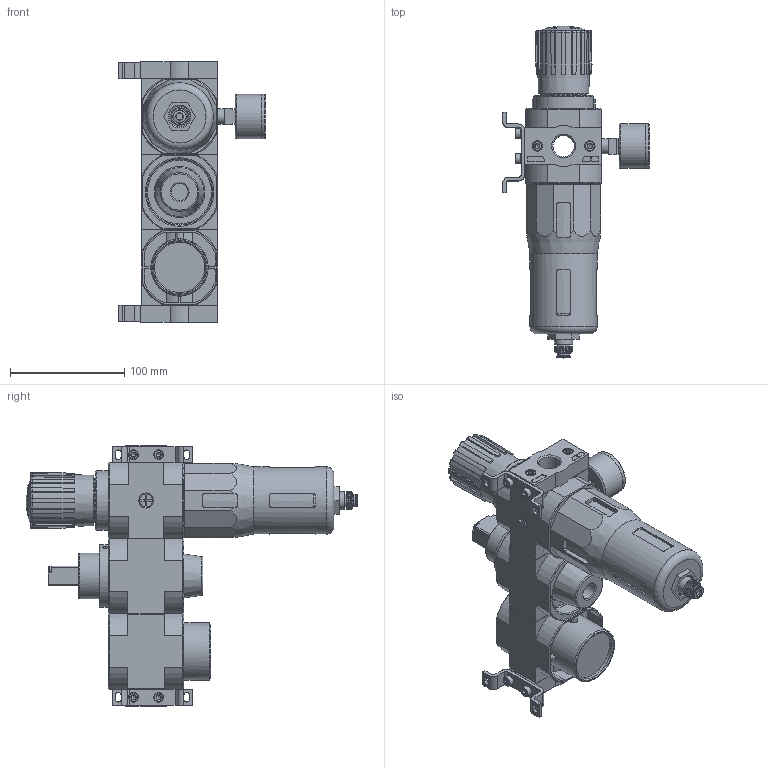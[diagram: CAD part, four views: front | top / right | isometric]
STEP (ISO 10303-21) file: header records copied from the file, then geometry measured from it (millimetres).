
FILE_DESCRIPTION(/* description */ ('STEP AP214'),/* implementation_level */ '2;1');
FILE_NAME(/* name */ '192457_LFR-1_2-D-DI-MAXI-KD-A',/* time_stamp */ '2024-09-03T17:55:31+02:00',/* author */ ('License CC BY-ND 4.0'),/* organization */ ('CADENAS'),/* preprocessor_version */ 'ST-DEVELOPER v19.3',/* originating_system */ 'PARTsolutions',/* authorisation */ ' ');
FILE_SCHEMA (('AUTOMOTIVE_DESIGN {1 0 10303 214 3 1 1}'));
Length unit declared in the file: millimetre
Products named in the file (14): 192457 LFR-1/2-D-DI-MAXI-KD-A; 680243 PBL-1/2-D-MAXI-L---(1) p1; DIN-912 - M5x20(F); 159593 HFOE-D-MIDI/MAXI-P1; DIN-912 - M5x10(F); 680244 PBL-1/2-D-MAXI-R---(0) p1; 395844 LFR-D-DI-MAXI-A--(0); 8003639 PAGN-40-16-G14; 125696 LR/LFR-D-MAXI; 526489 MS4-LFR-V; 746238 HEE-D-MAXI-24; 364665 MSEB-3-24V-D; 234370 FRB-D-MAXI; 360728 HEL-MAXI
Assembly tree (23 placements, depth 2):
  192457 LFR-1/2-D-DI-MAXI-KD-A
    680243 PBL-1/2-D-MAXI-L---(1) p1
    DIN-912 - M5x20(F)  x4
    159593 HFOE-D-MIDI/MAXI-P1  x2
    DIN-912 - M5x10(F)  x4
    680244 PBL-1/2-D-MAXI-R---(0) p1
    395844 LFR-D-DI-MAXI-A--(0)
    8003639 PAGN-40-16-G14
    125696 LR/LFR-D-MAXI
    526489 MS4-LFR-V
    746238 HEE-D-MAXI-24
    364665 MSEB-3-24V-D
    234370 FRB-D-MAXI  x4
    360728 HEL-MAXI
Bounding box: 127.95 x 290.22 x 228 mm (x, y, z)
Volume: 1383562.2 mm3; surface area: 206443 mm2
Topology: 23 solids, 24 shells, 1519 faces, 3635 edges, 2275 vertices
Faces by surface type: plane 804, cylinder 359, cone 252, torus 93, sphere 11
Full cylindrical faces by diameter (mm): 2 x1, 2.013 x1, 2.5 x1, 3.7 x4, 3.8 x2, 4 x2, 4.134 x12, 4.2 x1, 5 x13, 5.3 x4, 5.4 x1, 5.5 x2, 5.6 x2, 6 x4, 7 x5, 8 x4, 8.4 x4, 8.5 x8, 8.7 x1, 9 x1, 9.5 x1, 11 x2, 11.4 x1, 11.445 x2, 11.6 x1, 11.8 x1, 13.157 x2, 14.95 x1, 15.8 x1, 18 x1
Entity records: 44274 total; most frequent: CARTESIAN_POINT 7456, DIRECTION 6190, ORIENTED_EDGE 5724, EDGE_CURVE 2862, AXIS2_PLACEMENT_3D 2384, VERTEX_POINT 1971, FACE_BOUND 1683, EDGE_LOOP 1671
